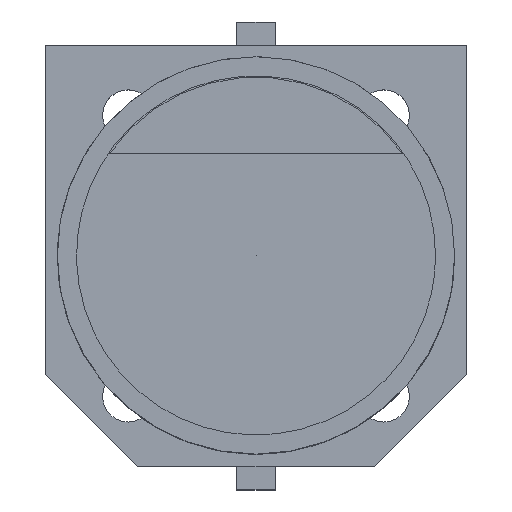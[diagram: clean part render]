
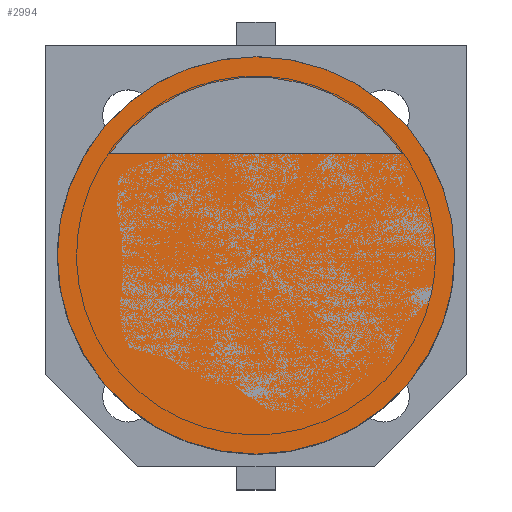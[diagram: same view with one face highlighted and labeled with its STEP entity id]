
A CAD part, top view. The second image highlights one B-rep face of the part: STEP entity #2994.
In plain terms, the highlighted face is a revolution surface.
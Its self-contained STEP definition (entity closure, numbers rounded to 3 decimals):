
#2994 = ADVANCED_FACE('',(#2995),#3009,.F.);
#2995 = FACE_BOUND('',#2996,.F.);
#2996 = EDGE_LOOP('',(#2997,#3029,#3055));
#2997 = ORIENTED_EDGE('',*,*,#2998,.T.);
#2998 = EDGE_CURVE('',#2999,#3001,#3003,.T.);
#2999 = VERTEX_POINT('',#3000);
#3000 = CARTESIAN_POINT('',(0.,0.,5.4));
#3001 = VERTEX_POINT('',#3002);
#3002 = CARTESIAN_POINT('',(3.11,0.,5.4));
#3003 = SEAM_CURVE('',#3004,(#3008,#3022),.PCURVE_S1.);
#3004 = LINE('',#3005,#3006);
#3005 = CARTESIAN_POINT('',(0.,0.,5.4));
#3006 = VECTOR('',#3007,1.);
#3007 = DIRECTION('',(1.,0.,0.));
#3008 = PCURVE('',#3009,#3017);
#3009 = SURFACE_OF_REVOLUTION('',#3010,#3014);
#3010 = LINE('',#3011,#3012);
#3011 = CARTESIAN_POINT('',(0.,0.,5.4));
#3012 = VECTOR('',#3013,1.);
#3013 = DIRECTION('',(1.,0.,0.));
#3014 = AXIS1_PLACEMENT('',#3015,#3016);
#3015 = CARTESIAN_POINT('',(0.,0.,4.));
#3016 = DIRECTION('',(0.,-0.,1.));
#3017 = DEFINITIONAL_REPRESENTATION('',(#3018),#3021);
#3018 = B_SPLINE_CURVE_WITH_KNOTS('',1,(#3019,#3020),.UNSPECIFIED.,.F.,
  .F.,(2,2),(0.,3.11),.PIECEWISE_BEZIER_KNOTS.);
#3019 = CARTESIAN_POINT('',(6.283,0.));
#3020 = CARTESIAN_POINT('',(6.283,3.11));
#3021 = ( GEOMETRIC_REPRESENTATION_CONTEXT(2) 
PARAMETRIC_REPRESENTATION_CONTEXT() REPRESENTATION_CONTEXT('2D SPACE',''
  ) );
#3022 = PCURVE('',#3009,#3023);
#3023 = DEFINITIONAL_REPRESENTATION('',(#3024),#3028);
#3024 = LINE('',#3025,#3026);
#3025 = CARTESIAN_POINT('',(0.,0.));
#3026 = VECTOR('',#3027,1.);
#3027 = DIRECTION('',(0.,1.));
#3028 = ( GEOMETRIC_REPRESENTATION_CONTEXT(2) 
PARAMETRIC_REPRESENTATION_CONTEXT() REPRESENTATION_CONTEXT('2D SPACE',''
  ) );
#3029 = ORIENTED_EDGE('',*,*,#3030,.F.);
#3030 = EDGE_CURVE('',#3001,#3001,#3031,.T.);
#3031 = SURFACE_CURVE('',#3032,(#3037,#3044),.PCURVE_S1.);
#3032 = CIRCLE('',#3033,3.11);
#3033 = AXIS2_PLACEMENT_3D('',#3034,#3035,#3036);
#3034 = CARTESIAN_POINT('',(0.,0.,5.4));
#3035 = DIRECTION('',(0.,-0.,1.));
#3036 = DIRECTION('',(1.,0.,0.));
#3037 = PCURVE('',#3009,#3038);
#3038 = DEFINITIONAL_REPRESENTATION('',(#3039),#3043);
#3039 = LINE('',#3040,#3041);
#3040 = CARTESIAN_POINT('',(0.,3.11));
#3041 = VECTOR('',#3042,1.);
#3042 = DIRECTION('',(1.,0.));
#3043 = ( GEOMETRIC_REPRESENTATION_CONTEXT(2) 
PARAMETRIC_REPRESENTATION_CONTEXT() REPRESENTATION_CONTEXT('2D SPACE',''
  ) );
#3044 = PCURVE('',#3045,#3050);
#3045 = CYLINDRICAL_SURFACE('',#3046,3.11);
#3046 = AXIS2_PLACEMENT_3D('',#3047,#3048,#3049);
#3047 = CARTESIAN_POINT('',(0.,0.,5.4));
#3048 = DIRECTION('',(0.,-0.,1.));
#3049 = DIRECTION('',(1.,0.,0.));
#3050 = DEFINITIONAL_REPRESENTATION('',(#3051),#3054);
#3051 = B_SPLINE_CURVE_WITH_KNOTS('',1,(#3052,#3053),.UNSPECIFIED.,.F.,
  .F.,(2,2),(0.,6.283),.PIECEWISE_BEZIER_KNOTS.);
#3052 = CARTESIAN_POINT('',(0.,0.));
#3053 = CARTESIAN_POINT('',(6.283,0.));
#3054 = ( GEOMETRIC_REPRESENTATION_CONTEXT(2) 
PARAMETRIC_REPRESENTATION_CONTEXT() REPRESENTATION_CONTEXT('2D SPACE',''
  ) );
#3055 = ORIENTED_EDGE('',*,*,#2998,.F.);
